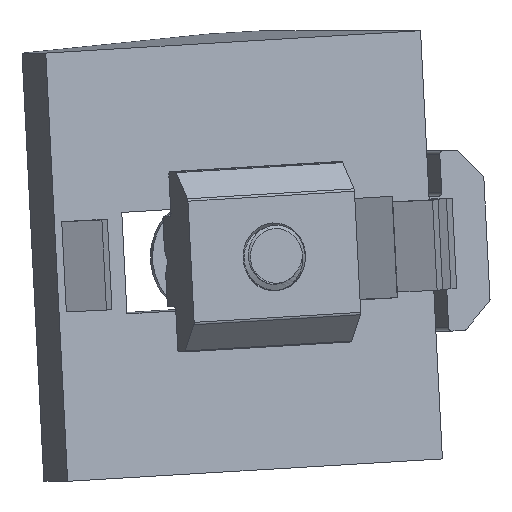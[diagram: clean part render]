
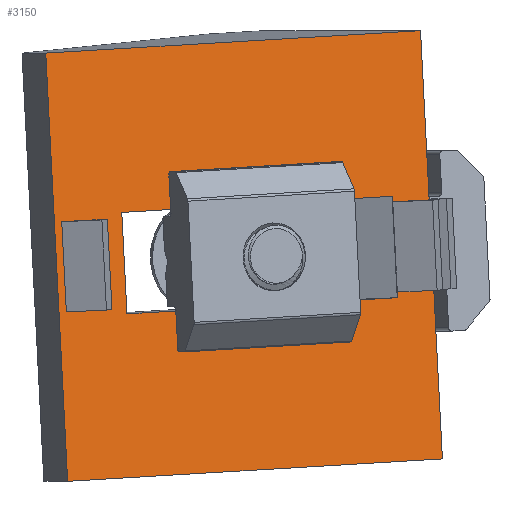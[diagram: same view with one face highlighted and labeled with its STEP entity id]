
A CAD part, left-side view. The second image highlights one B-rep face of the part: STEP entity #3150.
In plain terms, the highlighted face is planar.
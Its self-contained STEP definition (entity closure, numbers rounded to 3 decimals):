
#838=VERTEX_POINT('',#4102);
#841=VERTEX_POINT('',#4107);
#858=VERTEX_POINT('',#4144);
#859=VERTEX_POINT('',#4145);
#860=VERTEX_POINT('',#4147);
#861=VERTEX_POINT('',#4149);
#862=VERTEX_POINT('',#4152);
#863=VERTEX_POINT('',#4153);
#864=VERTEX_POINT('',#4155);
#865=VERTEX_POINT('',#4157);
#866=VERTEX_POINT('',#4159);
#867=VERTEX_POINT('',#4161);
#868=VERTEX_POINT('',#4163);
#869=VERTEX_POINT('',#4165);
#870=VERTEX_POINT('',#4168);
#871=VERTEX_POINT('',#4170);
#1111=VECTOR('',#3525,1.);
#1128=VECTOR('',#3544,1.);
#1129=VECTOR('',#3545,1.);
#1130=VECTOR('',#3546,1.);
#1131=VECTOR('',#3547,1.);
#1132=VECTOR('',#3548,1.);
#1133=VECTOR('',#3549,1.);
#1134=VECTOR('',#3550,1.);
#1135=VECTOR('',#3551,1.);
#1136=VECTOR('',#3552,1.);
#1137=VECTOR('',#3553,1.);
#1138=VECTOR('',#3554,1.);
#1139=VECTOR('',#3555,1.);
#1140=VECTOR('',#3556,1.);
#1141=VECTOR('',#3557,1.);
#1142=VECTOR('',#3558,1.);
#1335=LINE('',#4108,#1111);
#1352=LINE('',#4143,#1128);
#1353=LINE('',#4146,#1129);
#1354=LINE('',#4148,#1130);
#1355=LINE('',#4150,#1131);
#1356=LINE('',#4151,#1132);
#1357=LINE('',#4154,#1133);
#1358=LINE('',#4156,#1134);
#1359=LINE('',#4158,#1135);
#1360=LINE('',#4160,#1136);
#1361=LINE('',#4162,#1137);
#1362=LINE('',#4164,#1138);
#1363=LINE('',#4166,#1139);
#1364=LINE('',#4167,#1140);
#1365=LINE('',#4169,#1141);
#1366=LINE('',#4171,#1142);
#1559=EDGE_CURVE('',#841,#838,#1335,.T.);
#1576=EDGE_CURVE('',#858,#859,#1352,.T.);
#1577=EDGE_CURVE('',#860,#858,#1353,.T.);
#1578=EDGE_CURVE('',#860,#861,#1354,.T.);
#1579=EDGE_CURVE('',#861,#859,#1355,.T.);
#1580=EDGE_CURVE('',#862,#863,#1356,.T.);
#1581=EDGE_CURVE('',#863,#864,#1357,.T.);
#1582=EDGE_CURVE('',#865,#864,#1358,.T.);
#1583=EDGE_CURVE('',#866,#865,#1359,.T.);
#1584=EDGE_CURVE('',#866,#867,#1360,.T.);
#1585=EDGE_CURVE('',#867,#868,#1361,.T.);
#1586=EDGE_CURVE('',#869,#868,#1362,.T.);
#1587=EDGE_CURVE('',#862,#869,#1363,.T.);
#1588=EDGE_CURVE('',#870,#838,#1364,.T.);
#1589=EDGE_CURVE('',#871,#841,#1365,.T.);
#1590=EDGE_CURVE('',#871,#870,#1366,.T.);
#1996=ORIENTED_EDGE('',*,*,#1576,.F.);
#1997=ORIENTED_EDGE('',*,*,#1577,.F.);
#1998=ORIENTED_EDGE('',*,*,#1578,.T.);
#1999=ORIENTED_EDGE('',*,*,#1579,.T.);
#2000=ORIENTED_EDGE('',*,*,#1580,.T.);
#2001=ORIENTED_EDGE('',*,*,#1581,.T.);
#2002=ORIENTED_EDGE('',*,*,#1582,.F.);
#2003=ORIENTED_EDGE('',*,*,#1583,.F.);
#2004=ORIENTED_EDGE('',*,*,#1584,.T.);
#2005=ORIENTED_EDGE('',*,*,#1585,.T.);
#2006=ORIENTED_EDGE('',*,*,#1586,.F.);
#2007=ORIENTED_EDGE('',*,*,#1587,.F.);
#2008=ORIENTED_EDGE('',*,*,#1588,.T.);
#2009=ORIENTED_EDGE('',*,*,#1559,.F.);
#2010=ORIENTED_EDGE('',*,*,#1589,.F.);
#2011=ORIENTED_EDGE('',*,*,#1590,.T.);
#2817=EDGE_LOOP('',(#1996,#1997,#1998,#1999));
#2818=EDGE_LOOP('',(#2000,#2001,#2002,#2003,#2004,#2005,#2006,#2007));
#2819=EDGE_LOOP('',(#2008,#2009,#2010,#2011));
#2985=FACE_BOUND('',#2817,.T.);
#2986=FACE_BOUND('',#2818,.T.);
#2987=FACE_BOUND('',#2819,.T.);
#3150=ADVANCED_FACE('',(#2985,#2986,#2987),#11701,.F.);
#3309=AXIS2_PLACEMENT_3D('',#4142,#3543,$);
#3525=DIRECTION('',(0.,0.,-1.));
#3543=DIRECTION('',(1.,0.,0.));
#3544=DIRECTION('',(0.,0.,-1.));
#3545=DIRECTION('',(0.,1.,0.));
#3546=DIRECTION('',(0.,0.,-1.));
#3547=DIRECTION('',(0.,1.,0.));
#3548=DIRECTION('',(0.,0.,-1.));
#3549=DIRECTION('',(0.,1.,0.));
#3550=DIRECTION('',(0.,0.,1.));
#3551=DIRECTION('',(0.,-1.,0.));
#3552=DIRECTION('',(0.,0.,1.));
#3553=DIRECTION('',(0.,-1.,0.));
#3554=DIRECTION('',(0.,0.,1.));
#3555=DIRECTION('',(0.,1.,0.));
#3556=DIRECTION('',(0.,-1.,0.));
#3557=DIRECTION('',(0.,-1.,0.));
#3558=DIRECTION('',(0.,0.,-1.));
#4102=CARTESIAN_POINT('',(0.,0.,-19.));
#4107=CARTESIAN_POINT('',(0.,0.,19.));
#4108=CARTESIAN_POINT('',(0.,0.,19.));
#4142=CARTESIAN_POINT('',(0.,0.,19.));
#4143=CARTESIAN_POINT('',(0.,35.3,4.));
#4144=CARTESIAN_POINT('',(0.,35.3,4.));
#4145=CARTESIAN_POINT('',(0.,35.3,-4.));
#4146=CARTESIAN_POINT('',(0.,32.999,4.));
#4147=CARTESIAN_POINT('',(0.,32.999,4.));
#4148=CARTESIAN_POINT('',(0.,32.999,4.));
#4149=CARTESIAN_POINT('',(0.,32.999,-4.));
#4150=CARTESIAN_POINT('',(0.,32.999,-4.));
#4151=CARTESIAN_POINT('',(0.,1.235,4.));
#4152=CARTESIAN_POINT('',(0.,1.235,4.));
#4153=CARTESIAN_POINT('',(0.,1.235,-4.));
#4154=CARTESIAN_POINT('',(0.,1.235,-4.));
#4155=CARTESIAN_POINT('',(0.,3.5,-4.));
#4156=CARTESIAN_POINT('',(0.,3.5,-4.5));
#4157=CARTESIAN_POINT('',(0.,3.5,-4.5));
#4158=CARTESIAN_POINT('',(0.,29.5,-4.5));
#4159=CARTESIAN_POINT('',(0.,29.5,-4.5));
#4160=CARTESIAN_POINT('',(0.,29.5,-4.5));
#4161=CARTESIAN_POINT('',(0.,29.5,4.5));
#4162=CARTESIAN_POINT('',(0.,29.5,4.5));
#4163=CARTESIAN_POINT('',(0.,3.5,4.5));
#4164=CARTESIAN_POINT('',(0.,3.5,4.));
#4165=CARTESIAN_POINT('',(0.,3.5,4.));
#4166=CARTESIAN_POINT('',(0.,1.235,4.));
#4167=CARTESIAN_POINT('',(0.,36.,-19.));
#4168=CARTESIAN_POINT('',(0.,36.,-19.));
#4169=CARTESIAN_POINT('',(0.,36.,19.));
#4170=CARTESIAN_POINT('',(0.,36.,19.));
#4171=CARTESIAN_POINT('',(0.,36.,19.));
#11701=PLANE('',#3309);
